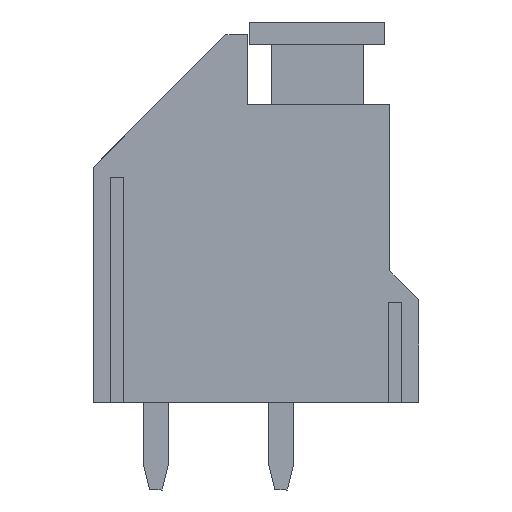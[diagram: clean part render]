
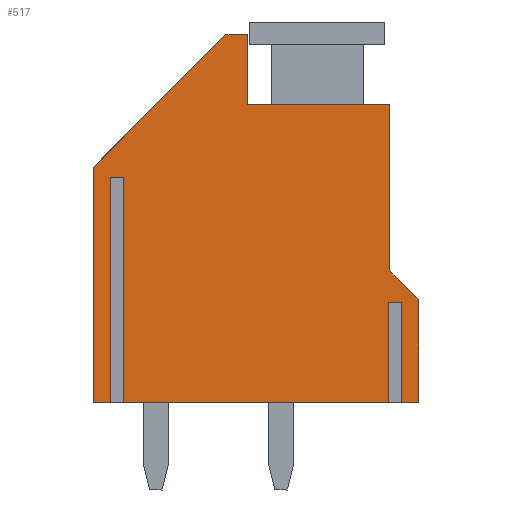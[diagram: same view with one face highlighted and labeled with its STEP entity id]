
A CAD part, front view. The second image highlights one B-rep face of the part: STEP entity #517.
In plain terms, the highlighted planar face has unit normal (0, -1, 0).
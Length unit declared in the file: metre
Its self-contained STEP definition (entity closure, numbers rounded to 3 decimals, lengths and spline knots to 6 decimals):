
#517 = ADVANCED_FACE( '', ( #1069 ), #1070, .F. );
#1069 = FACE_OUTER_BOUND( '', #1636, .T. );
#1070 = PLANE( '', #1637 );
#1636 = EDGE_LOOP( '', ( #3102, #3103, #3104, #3105, #3106, #3107, #3108, #3109, #3110, #3111, #3112, #3113, #3114, #3115, #3116, #3117, #3118 ) );
#1637 = AXIS2_PLACEMENT_3D( '', #3119, #3120, #3121 );
#3102 = ORIENTED_EDGE( '', *, *, #3523, .T. );
#3103 = ORIENTED_EDGE( '', *, *, #3512, .T. );
#3104 = ORIENTED_EDGE( '', *, *, #3830, .T. );
#3105 = ORIENTED_EDGE( '', *, *, #3808, .T. );
#3106 = ORIENTED_EDGE( '', *, *, #3692, .T. );
#3107 = ORIENTED_EDGE( '', *, *, #3952, .T. );
#3108 = ORIENTED_EDGE( '', *, *, #3937, .T. );
#3109 = ORIENTED_EDGE( '', *, *, #3871, .T. );
#3110 = ORIENTED_EDGE( '', *, *, #3907, .T. );
#3111 = ORIENTED_EDGE( '', *, *, #3745, .T. );
#3112 = ORIENTED_EDGE( '', *, *, #3500, .T. );
#3113 = ORIENTED_EDGE( '', *, *, #3935, .F. );
#3114 = ORIENTED_EDGE( '', *, *, #3883, .F. );
#3115 = ORIENTED_EDGE( '', *, *, #3595, .T. );
#3116 = ORIENTED_EDGE( '', *, *, #3496, .T. );
#3117 = ORIENTED_EDGE( '', *, *, #3953, .F. );
#3118 = ORIENTED_EDGE( '', *, *, #3680, .T. );
#3119 = CARTESIAN_POINT( '', ( 0.00535, -0.015, 0.0147 ) );
#3120 = DIRECTION( '', ( 0., 1., 0. ) );
#3121 = DIRECTION( '', ( 0., 0., 1. ) );
#3496 = EDGE_CURVE( '', #4264, #4262, #4265, .T. );
#3500 = EDGE_CURVE( '', #4272, #4270, #4273, .T. );
#3512 = EDGE_CURVE( '', #4257, #4294, #4296, .T. );
#3523 = EDGE_CURVE( '', #4313, #4257, #4314, .T. );
#3595 = EDGE_CURVE( '', #4426, #4264, #4427, .T. );
#3680 = EDGE_CURVE( '', #4551, #4313, #4552, .T. );
#3692 = EDGE_CURVE( '', #4567, #4565, #4568, .T. );
#3745 = EDGE_CURVE( '', #4641, #4272, #4642, .T. );
#3808 = EDGE_CURVE( '', #4727, #4567, #4728, .T. );
#3830 = EDGE_CURVE( '', #4294, #4727, #4756, .T. );
#3871 = EDGE_CURVE( '', #4811, #4809, #4812, .T. );
#3883 = EDGE_CURVE( '', #4426, #4824, #4825, .T. );
#3907 = EDGE_CURVE( '', #4809, #4641, #4851, .T. );
#3935 = EDGE_CURVE( '', #4824, #4270, #4882, .T. );
#3937 = EDGE_CURVE( '', #4884, #4811, #4885, .T. );
#3952 = EDGE_CURVE( '', #4565, #4884, #4900, .T. );
#3953 = EDGE_CURVE( '', #4551, #4262, #4901, .T. );
#4257 = VERTEX_POINT( '', #5331 );
#4262 = VERTEX_POINT( '', #5338 );
#4264 = VERTEX_POINT( '', #5341 );
#4265 = LINE( '', #5342, #5343 );
#4270 = VERTEX_POINT( '', #5350 );
#4272 = VERTEX_POINT( '', #5353 );
#4273 = LINE( '', #5354, #5355 );
#4294 = VERTEX_POINT( '', #5386 );
#4296 = LINE( '', #5389, #5390 );
#4313 = VERTEX_POINT( '', #5414 );
#4314 = LINE( '', #5415, #5416 );
#4426 = VERTEX_POINT( '', #5578 );
#4427 = LINE( '', #5579, #5580 );
#4551 = VERTEX_POINT( '', #5764 );
#4552 = LINE( '', #5765, #5766 );
#4565 = VERTEX_POINT( '', #5785 );
#4567 = VERTEX_POINT( '', #5788 );
#4568 = LINE( '', #5789, #5790 );
#4641 = VERTEX_POINT( '', #5900 );
#4642 = LINE( '', #5901, #5902 );
#4727 = VERTEX_POINT( '', #6028 );
#4728 = LINE( '', #6029, #6030 );
#4756 = LINE( '', #6072, #6073 );
#4809 = VERTEX_POINT( '', #6152 );
#4811 = VERTEX_POINT( '', #6155 );
#4812 = LINE( '', #6156, #6157 );
#4824 = VERTEX_POINT( '', #6175 );
#4825 = LINE( '', #6176, #6177 );
#4851 = LINE( '', #6215, #6216 );
#4882 = LINE( '', #6262, #6263 );
#4884 = VERTEX_POINT( '', #6265 );
#4885 = LINE( '', #6266, #6267 );
#4900 = LINE( '', #6286, #6287 );
#4901 = LINE( '', #6288, #6289 );
#5331 = CARTESIAN_POINT( '', ( 0.0058, -0.015, 0. ) );
#5338 = CARTESIAN_POINT( '', ( 0.0053, -0.015, 0. ) );
#5341 = CARTESIAN_POINT( '', ( -0.0053, -0.015, 0. ) );
#5342 = CARTESIAN_POINT( '', ( 0.0065, -0.015, 0. ) );
#5343 = VECTOR( '', #6468, 1. );
#5350 = CARTESIAN_POINT( '', ( -0.0058, -0.015, 0. ) );
#5353 = CARTESIAN_POINT( '', ( -0.0065, -0.015, 0. ) );
#5354 = CARTESIAN_POINT( '', ( 0.0065, -0.015, 0. ) );
#5355 = VECTOR( '', #6472, 1. );
#5386 = CARTESIAN_POINT( '', ( 0.0065, -0.015, 0. ) );
#5389 = CARTESIAN_POINT( '', ( 0.0065, -0.015, 0. ) );
#5390 = VECTOR( '', #6484, 1. );
#5414 = CARTESIAN_POINT( '', ( 0.0058, -0.015, 0.004 ) );
#5415 = CARTESIAN_POINT( '', ( 0.0058, -0.015, 0.004 ) );
#5416 = VECTOR( '', #6492, 1. );
#5578 = CARTESIAN_POINT( '', ( -0.0053, -0.015, 0.009 ) );
#5579 = CARTESIAN_POINT( '', ( -0.0053, -0.015, 0.009 ) );
#5580 = VECTOR( '', #6555, 1. );
#5764 = CARTESIAN_POINT( '', ( 0.0053, -0.015, 0.004 ) );
#5765 = CARTESIAN_POINT( '', ( 0.0053, -0.015, 0.004 ) );
#5766 = VECTOR( '', #6622, 1. );
#5785 = CARTESIAN_POINT( '', ( 0.00535, -0.015, 0.0119 ) );
#5788 = CARTESIAN_POINT( '', ( 0.00535, -0.015, 0.005254 ) );
#5789 = CARTESIAN_POINT( '', ( 0.00535, -0.015, 0.005254 ) );
#5790 = VECTOR( '', #6630, 1. );
#5900 = CARTESIAN_POINT( '', ( -0.0065, -0.015, 0.0094 ) );
#5901 = CARTESIAN_POINT( '', ( -0.0065, -0.015, 0. ) );
#5902 = VECTOR( '', #6668, 1. );
#6028 = CARTESIAN_POINT( '', ( 0.0065, -0.015, 0.004104 ) );
#6029 = CARTESIAN_POINT( '', ( 0.00535, -0.015, 0.005254 ) );
#6030 = VECTOR( '', #6716, 1. );
#6072 = CARTESIAN_POINT( '', ( 0.0065, -0.015, 0.004104 ) );
#6073 = VECTOR( '', #6731, 1. );
#6152 = CARTESIAN_POINT( '', ( -0.0012, -0.015, 0.0147 ) );
#6155 = CARTESIAN_POINT( '', ( -0.00035, -0.015, 0.0147 ) );
#6156 = CARTESIAN_POINT( '', ( -0.00035, -0.015, 0.0147 ) );
#6157 = VECTOR( '', #6762, 1. );
#6175 = CARTESIAN_POINT( '', ( -0.0058, -0.015, 0.009 ) );
#6176 = CARTESIAN_POINT( '', ( -0.0058, -0.015, 0.009 ) );
#6177 = VECTOR( '', #6769, 1. );
#6215 = CARTESIAN_POINT( '', ( -0.0012, -0.015, 0.0147 ) );
#6216 = VECTOR( '', #6782, 1. );
#6262 = CARTESIAN_POINT( '', ( -0.0058, -0.015, 0.009 ) );
#6263 = VECTOR( '', #6801, 1. );
#6265 = CARTESIAN_POINT( '', ( -0.00035, -0.015, 0.0119 ) );
#6266 = CARTESIAN_POINT( '', ( -0.00035, -0.015, 0.0147 ) );
#6267 = VECTOR( '', #6802, 1. );
#6286 = CARTESIAN_POINT( '', ( 0.00535, -0.015, 0.0119 ) );
#6287 = VECTOR( '', #6807, 1. );
#6288 = CARTESIAN_POINT( '', ( 0.0053, -0.015, 0.004 ) );
#6289 = VECTOR( '', #6808, 1. );
#6468 = DIRECTION( '', ( 1., 0., 0. ) );
#6472 = DIRECTION( '', ( 1., 0., 0. ) );
#6484 = DIRECTION( '', ( 1., 0., 0. ) );
#6492 = DIRECTION( '', ( 0., 0., -1. ) );
#6555 = DIRECTION( '', ( 0., 0., -1. ) );
#6622 = DIRECTION( '', ( 1., 0., 0. ) );
#6630 = DIRECTION( '', ( 0., 0., 1. ) );
#6668 = DIRECTION( '', ( 0., 0., -1. ) );
#6716 = DIRECTION( '', ( -0.707, 0., 0.707 ) );
#6731 = DIRECTION( '', ( 0., 0., 1. ) );
#6762 = DIRECTION( '', ( -1., 0., 0. ) );
#6769 = DIRECTION( '', ( -1., 0., 0. ) );
#6782 = DIRECTION( '', ( -0.707, 0., -0.707 ) );
#6801 = DIRECTION( '', ( 0., 0., -1. ) );
#6802 = DIRECTION( '', ( 0., 0., 1. ) );
#6807 = DIRECTION( '', ( -1., 0., 0. ) );
#6808 = DIRECTION( '', ( 0., 0., -1. ) );
